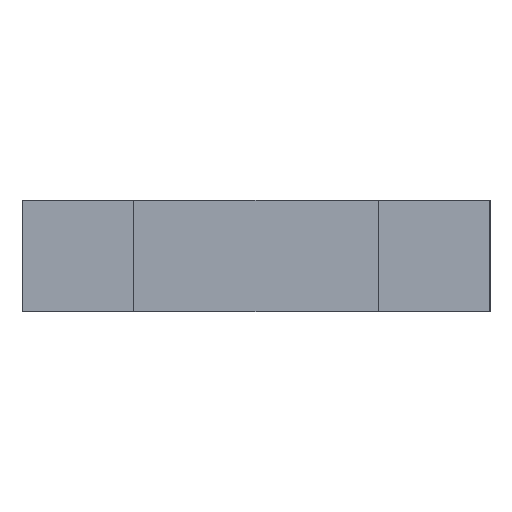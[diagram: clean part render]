
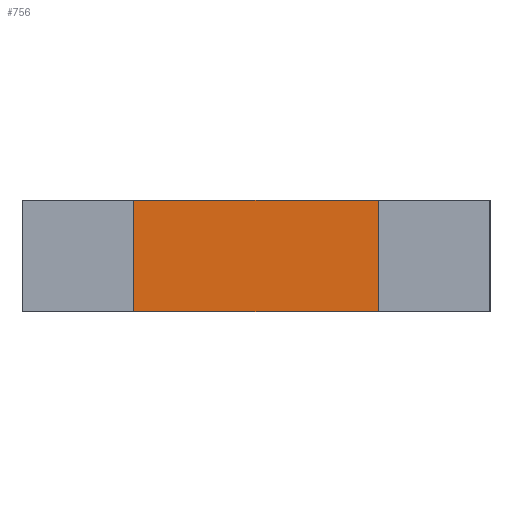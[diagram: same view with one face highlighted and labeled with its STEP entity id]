
A CAD part, left-side view. The second image highlights one B-rep face of the part: STEP entity #756.
In plain terms, the highlighted planar face has unit normal (-1, 0, 0).
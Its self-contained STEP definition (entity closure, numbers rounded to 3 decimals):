
#83 = PLANE('',#84);
#84 = AXIS2_PLACEMENT_3D('',#85,#86,#87);
#85 = CARTESIAN_POINT('',(-26.15,71.272,3.));
#86 = DIRECTION('',(0.,0.,1.));
#87 = DIRECTION('',(1.,0.,0.));
#137 = PLANE('',#138);
#138 = AXIS2_PLACEMENT_3D('',#139,#140,#141);
#139 = CARTESIAN_POINT('',(-26.15,71.272,0.));
#140 = DIRECTION('',(0.,0.,1.));
#141 = DIRECTION('',(1.,0.,0.));
#648 = PLANE('',#649);
#649 = AXIS2_PLACEMENT_3D('',#650,#651,#652);
#650 = CARTESIAN_POINT('',(-26.15,61.702,0.));
#651 = DIRECTION('',(0.,1.,0.));
#652 = DIRECTION('',(1.,0.,0.));
#686 = VERTEX_POINT('',#687);
#687 = CARTESIAN_POINT('',(-23.15,61.702,3.));
#708 = EDGE_CURVE('',#709,#686,#711,.T.);
#709 = VERTEX_POINT('',#710);
#710 = CARTESIAN_POINT('',(-23.15,61.702,0.));
#711 = SURFACE_CURVE('',#712,(#716,#723),.PCURVE_S1.);
#712 = LINE('',#713,#714);
#713 = CARTESIAN_POINT('',(-23.15,61.702,0.));
#714 = VECTOR('',#715,1.);
#715 = DIRECTION('',(0.,0.,1.));
#716 = PCURVE('',#648,#717);
#717 = DEFINITIONAL_REPRESENTATION('',(#718),#722);
#718 = LINE('',#719,#720);
#719 = CARTESIAN_POINT('',(3.,0.));
#720 = VECTOR('',#721,1.);
#721 = DIRECTION('',(0.,-1.));
#722 = ( GEOMETRIC_REPRESENTATION_CONTEXT(2) 
PARAMETRIC_REPRESENTATION_CONTEXT() REPRESENTATION_CONTEXT('2D SPACE',''
  ) );
#723 = PCURVE('',#724,#729);
#724 = PLANE('',#725);
#725 = AXIS2_PLACEMENT_3D('',#726,#727,#728);
#726 = CARTESIAN_POINT('',(-23.15,68.272,0.));
#727 = DIRECTION('',(1.,0.,0.));
#728 = DIRECTION('',(0.,-1.,0.));
#729 = DEFINITIONAL_REPRESENTATION('',(#730),#734);
#730 = LINE('',#731,#732);
#731 = CARTESIAN_POINT('',(6.571,0.));
#732 = VECTOR('',#733,1.);
#733 = DIRECTION('',(0.,-1.));
#734 = ( GEOMETRIC_REPRESENTATION_CONTEXT(2) 
PARAMETRIC_REPRESENTATION_CONTEXT() REPRESENTATION_CONTEXT('2D SPACE',''
  ) );
#756 = ADVANCED_FACE('',(#757),#724,.F.);
#757 = FACE_BOUND('',#758,.F.);
#758 = EDGE_LOOP('',(#759,#789,#810,#811));
#759 = ORIENTED_EDGE('',*,*,#760,.T.);
#760 = EDGE_CURVE('',#761,#763,#765,.T.);
#761 = VERTEX_POINT('',#762);
#762 = CARTESIAN_POINT('',(-23.15,68.272,0.));
#763 = VERTEX_POINT('',#764);
#764 = CARTESIAN_POINT('',(-23.15,68.272,3.));
#765 = SURFACE_CURVE('',#766,(#770,#777),.PCURVE_S1.);
#766 = LINE('',#767,#768);
#767 = CARTESIAN_POINT('',(-23.15,68.272,0.));
#768 = VECTOR('',#769,1.);
#769 = DIRECTION('',(0.,0.,1.));
#770 = PCURVE('',#724,#771);
#771 = DEFINITIONAL_REPRESENTATION('',(#772),#776);
#772 = LINE('',#773,#774);
#773 = CARTESIAN_POINT('',(0.,0.));
#774 = VECTOR('',#775,1.);
#775 = DIRECTION('',(0.,-1.));
#776 = ( GEOMETRIC_REPRESENTATION_CONTEXT(2) 
PARAMETRIC_REPRESENTATION_CONTEXT() REPRESENTATION_CONTEXT('2D SPACE',''
  ) );
#777 = PCURVE('',#778,#783);
#778 = PLANE('',#779);
#779 = AXIS2_PLACEMENT_3D('',#780,#781,#782);
#780 = CARTESIAN_POINT('',(-26.15,68.272,0.));
#781 = DIRECTION('',(0.,1.,0.));
#782 = DIRECTION('',(1.,0.,0.));
#783 = DEFINITIONAL_REPRESENTATION('',(#784),#788);
#784 = LINE('',#785,#786);
#785 = CARTESIAN_POINT('',(3.,0.));
#786 = VECTOR('',#787,1.);
#787 = DIRECTION('',(0.,-1.));
#788 = ( GEOMETRIC_REPRESENTATION_CONTEXT(2) 
PARAMETRIC_REPRESENTATION_CONTEXT() REPRESENTATION_CONTEXT('2D SPACE',''
  ) );
#789 = ORIENTED_EDGE('',*,*,#790,.T.);
#790 = EDGE_CURVE('',#763,#686,#791,.T.);
#791 = SURFACE_CURVE('',#792,(#796,#803),.PCURVE_S1.);
#792 = LINE('',#793,#794);
#793 = CARTESIAN_POINT('',(-23.15,68.272,3.));
#794 = VECTOR('',#795,1.);
#795 = DIRECTION('',(0.,-1.,0.));
#796 = PCURVE('',#724,#797);
#797 = DEFINITIONAL_REPRESENTATION('',(#798),#802);
#798 = LINE('',#799,#800);
#799 = CARTESIAN_POINT('',(0.,-3.));
#800 = VECTOR('',#801,1.);
#801 = DIRECTION('',(1.,0.));
#802 = ( GEOMETRIC_REPRESENTATION_CONTEXT(2) 
PARAMETRIC_REPRESENTATION_CONTEXT() REPRESENTATION_CONTEXT('2D SPACE',''
  ) );
#803 = PCURVE('',#83,#804);
#804 = DEFINITIONAL_REPRESENTATION('',(#805),#809);
#805 = LINE('',#806,#807);
#806 = CARTESIAN_POINT('',(3.,-3.));
#807 = VECTOR('',#808,1.);
#808 = DIRECTION('',(0.,-1.));
#809 = ( GEOMETRIC_REPRESENTATION_CONTEXT(2) 
PARAMETRIC_REPRESENTATION_CONTEXT() REPRESENTATION_CONTEXT('2D SPACE',''
  ) );
#810 = ORIENTED_EDGE('',*,*,#708,.F.);
#811 = ORIENTED_EDGE('',*,*,#812,.F.);
#812 = EDGE_CURVE('',#761,#709,#813,.T.);
#813 = SURFACE_CURVE('',#814,(#818,#825),.PCURVE_S1.);
#814 = LINE('',#815,#816);
#815 = CARTESIAN_POINT('',(-23.15,68.272,0.));
#816 = VECTOR('',#817,1.);
#817 = DIRECTION('',(0.,-1.,0.));
#818 = PCURVE('',#724,#819);
#819 = DEFINITIONAL_REPRESENTATION('',(#820),#824);
#820 = LINE('',#821,#822);
#821 = CARTESIAN_POINT('',(0.,0.));
#822 = VECTOR('',#823,1.);
#823 = DIRECTION('',(1.,0.));
#824 = ( GEOMETRIC_REPRESENTATION_CONTEXT(2) 
PARAMETRIC_REPRESENTATION_CONTEXT() REPRESENTATION_CONTEXT('2D SPACE',''
  ) );
#825 = PCURVE('',#137,#826);
#826 = DEFINITIONAL_REPRESENTATION('',(#827),#831);
#827 = LINE('',#828,#829);
#828 = CARTESIAN_POINT('',(3.,-3.));
#829 = VECTOR('',#830,1.);
#830 = DIRECTION('',(0.,-1.));
#831 = ( GEOMETRIC_REPRESENTATION_CONTEXT(2) 
PARAMETRIC_REPRESENTATION_CONTEXT() REPRESENTATION_CONTEXT('2D SPACE',''
  ) );
